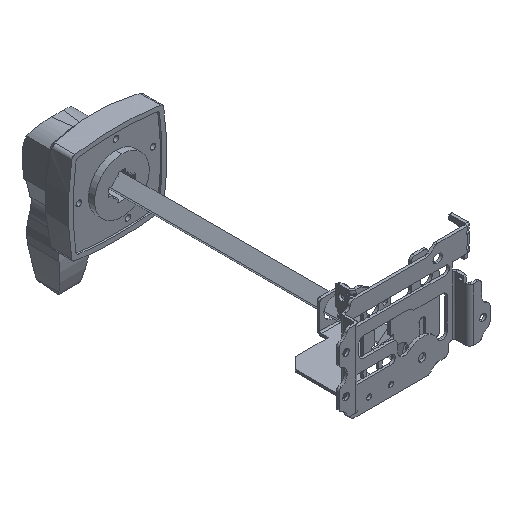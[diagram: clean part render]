
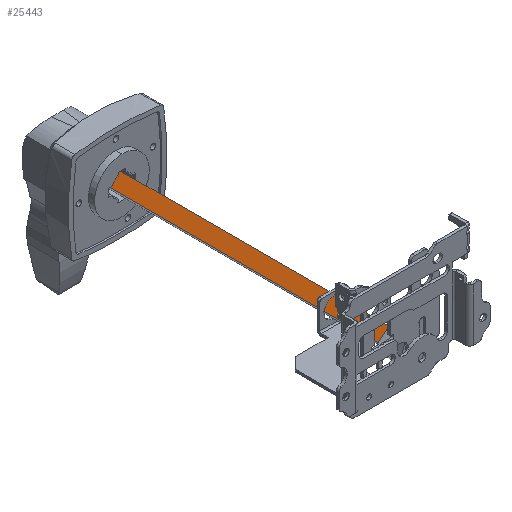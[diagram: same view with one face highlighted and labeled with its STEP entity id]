
A CAD part, isometric view. The second image highlights one B-rep face of the part: STEP entity #25443.
In plain terms, the highlighted planar face has unit normal (-0.647, 0, 0.762).
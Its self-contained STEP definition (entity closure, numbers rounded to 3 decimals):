
#72 = LINE ( 'NONE', #14803, #1197 ) ;
#452 = CARTESIAN_POINT ( 'NONE',  ( 33.499, 357.2, -26.087 ) ) ;
#534 = VERTEX_POINT ( 'NONE', #452 ) ;
#1197 = VECTOR ( 'NONE', #4323, 1000. ) ;
#2467 = DIRECTION ( 'NONE',  ( 0.762, 0., 0.647 ) ) ;
#4251 = EDGE_CURVE ( 'NONE', #5718, #534, #72, .T. ) ;
#4323 = DIRECTION ( 'NONE',  ( 0., 1., 0. ) ) ;
#5380 = DIRECTION ( 'NONE',  ( -0.762, 0., -0.647 ) ) ;
#5571 = ORIENTED_EDGE ( 'NONE', *, *, #21427, .T. ) ;
#5718 = VERTEX_POINT ( 'NONE', #20260 ) ;
#7242 = AXIS2_PLACEMENT_3D ( 'NONE', #26077, #7778, #22944 ) ;
#7778 = DIRECTION ( 'NONE',  ( -0.647, 0., 0.762 ) ) ;
#9820 = EDGE_LOOP ( 'NONE', ( #26555, #20587, #27943, #5571 ) ) ;
#10975 = VECTOR ( 'NONE', #2467, 1000. ) ;
#11484 = LINE ( 'NONE', #26368, #22761 ) ;
#11822 = CARTESIAN_POINT ( 'NONE',  ( 23.818, 83.4, -34.307 ) ) ;
#14803 = CARTESIAN_POINT ( 'NONE',  ( 33.499, 220.3, -26.087 ) ) ;
#16303 = EDGE_CURVE ( 'NONE', #27003, #19867, #21285, .T. ) ;
#16595 = DIRECTION ( 'NONE',  ( 0., -1., 0. ) ) ;
#17456 = LINE ( 'NONE', #26265, #10975 ) ;
#18731 = CARTESIAN_POINT ( 'NONE',  ( 23.818, 220.3, -34.307 ) ) ;
#19576 = CARTESIAN_POINT ( 'NONE',  ( 23.818, 357.2, -34.307 ) ) ;
#19867 = VERTEX_POINT ( 'NONE', #11822 ) ;
#19978 = FACE_OUTER_BOUND ( 'NONE', #9820, .T. ) ;
#20260 = CARTESIAN_POINT ( 'NONE',  ( 33.499, 83.4, -26.087 ) ) ;
#20587 = ORIENTED_EDGE ( 'NONE', *, *, #20660, .T. ) ;
#20660 = EDGE_CURVE ( 'NONE', #534, #27003, #11484, .T. ) ;
#21285 = LINE ( 'NONE', #18731, #22310 ) ;
#21427 = EDGE_CURVE ( 'NONE', #19867, #5718, #17456, .T. ) ;
#22310 = VECTOR ( 'NONE', #16595, 1000. ) ;
#22761 = VECTOR ( 'NONE', #5380, 1000. ) ;
#22944 = DIRECTION ( 'NONE',  ( 0.762, 0., 0.647 ) ) ;
#24525 = PLANE ( 'NONE',  #7242 ) ;
#25443 = ADVANCED_FACE ( 'NONE', ( #19978 ), #24525, .T. ) ;
#26077 = CARTESIAN_POINT ( 'NONE',  ( 28.659, 220.3, -30.197 ) ) ;
#26265 = CARTESIAN_POINT ( 'NONE',  ( 28.659, 83.4, -30.197 ) ) ;
#26368 = CARTESIAN_POINT ( 'NONE',  ( 28.659, 357.2, -30.197 ) ) ;
#26555 = ORIENTED_EDGE ( 'NONE', *, *, #4251, .T. ) ;
#27003 = VERTEX_POINT ( 'NONE', #19576 ) ;
#27943 = ORIENTED_EDGE ( 'NONE', *, *, #16303, .T. ) ;
